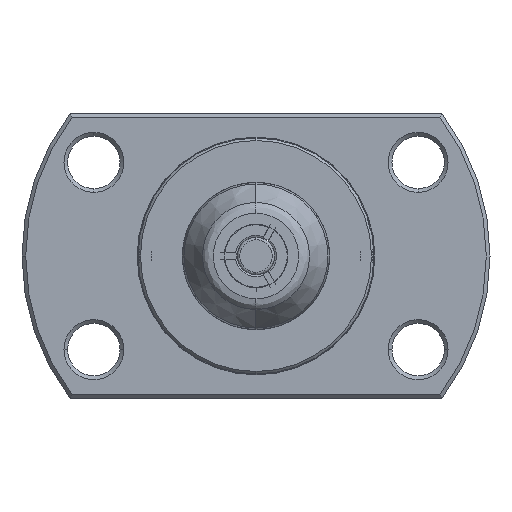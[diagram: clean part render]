
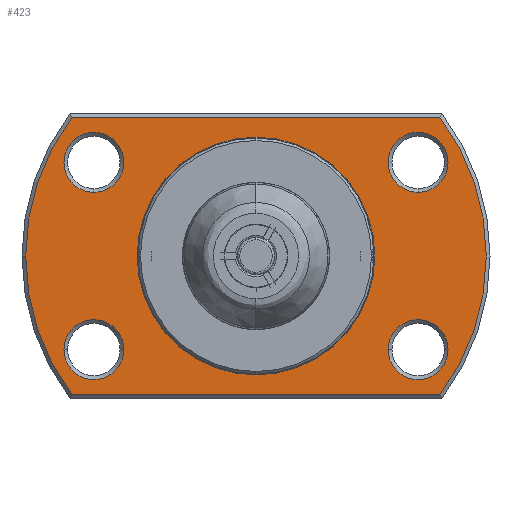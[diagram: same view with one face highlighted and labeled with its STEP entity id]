
A CAD part, left-side view. The second image highlights one B-rep face of the part: STEP entity #423.
In plain terms, the highlighted planar face has unit normal (-1, 0, 0).
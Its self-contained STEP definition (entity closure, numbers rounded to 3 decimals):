
#44 = DIRECTION ( 'NONE',  ( 0., 0., 1. ) ) ;
#47 = DIRECTION ( 'NONE',  ( -1., 0., 0. ) ) ;
#63 = CARTESIAN_POINT ( 'NONE',  ( 24.2, 0., 0. ) ) ;
#92 = ORIENTED_EDGE ( 'NONE', *, *, #6981, .T. ) ;
#220 = CIRCLE ( 'NONE', #5733, 2.4 ) ;
#247 = CARTESIAN_POINT ( 'NONE',  ( 24.2, 14.737, 11.1 ) ) ;
#411 = VERTEX_POINT ( 'NONE', #1033 ) ;
#423 = ADVANCED_FACE ( 'NONE', ( #7316, #7349, #7300, #7373, #7413, #7358 ), #1023, .F. ) ;
#586 = EDGE_CURVE ( 'NONE', #5645, #6912, #7816, .T. ) ;
#632 = DIRECTION ( 'NONE',  ( 0., 0., 1. ) ) ;
#646 = DIRECTION ( 'NONE',  ( -1., 0., 0. ) ) ;
#648 = CARTESIAN_POINT ( 'NONE',  ( 24.2, 0., 0. ) ) ;
#653 = VERTEX_POINT ( 'NONE', #247 ) ;
#656 = CARTESIAN_POINT ( 'NONE',  ( 24.2, 14.737, -11.1 ) ) ;
#716 = VERTEX_POINT ( 'NONE', #4749 ) ;
#843 = ORIENTED_EDGE ( 'NONE', *, *, #3939, .F. ) ;
#914 = LINE ( 'NONE', #7877, #951 ) ;
#918 = DIRECTION ( 'NONE',  ( 0., 0., -1. ) ) ;
#931 = DIRECTION ( 'NONE',  ( 1., 0., 0. ) ) ;
#951 = VECTOR ( 'NONE', #7844, 1000. ) ;
#961 = CIRCLE ( 'NONE', #5387, 2.4 ) ;
#1022 = CARTESIAN_POINT ( 'NONE',  ( 24.2, 0., -9.3 ) ) ;
#1023 = PLANE ( 'NONE',  #6937 ) ;
#1033 = CARTESIAN_POINT ( 'NONE',  ( 24.2, 12.99, 5.1 ) ) ;
#1069 = CARTESIAN_POINT ( 'NONE',  ( 24.2, 9.3, 0. ) ) ;
#1072 = DIRECTION ( 'NONE',  ( 0., 1., 0. ) ) ;
#1073 = DIRECTION ( 'NONE',  ( 1., 0., 0. ) ) ;
#1083 = CARTESIAN_POINT ( 'NONE',  ( 24.2, 0., 0. ) ) ;
#1189 = AXIS2_PLACEMENT_3D ( 'NONE', #5788, #5780, #5772 ) ;
#1377 = CIRCLE ( 'NONE', #4751, 2.4 ) ;
#1391 = DIRECTION ( 'NONE',  ( 0., 1., 0. ) ) ;
#1404 = DIRECTION ( 'NONE',  ( 1., 0., 0. ) ) ;
#1412 = CARTESIAN_POINT ( 'NONE',  ( 24.2, 0., 0. ) ) ;
#1581 = EDGE_CURVE ( 'NONE', #5425, #411, #2616, .T. ) ;
#1693 = CARTESIAN_POINT ( 'NONE',  ( 24.2, -12.99, 5.1 ) ) ;
#1707 = VERTEX_POINT ( 'NONE', #1693 ) ;
#1796 = VERTEX_POINT ( 'NONE', #1022 ) ;
#1806 = EDGE_CURVE ( 'NONE', #7696, #1796, #4201, .T. ) ;
#1831 = DIRECTION ( 'NONE',  ( 0., -1., 0. ) ) ;
#1842 = CARTESIAN_POINT ( 'NONE',  ( 24.2, 9.3, 11.1 ) ) ;
#2209 = EDGE_LOOP ( 'NONE', ( #3926, #7269 ) ) ;
#2255 = EDGE_LOOP ( 'NONE', ( #8713, #4689 ) ) ;
#2275 = EDGE_LOOP ( 'NONE', ( #8776, #2350, #843, #5755, #3824 ) ) ;
#2327 = DIRECTION ( 'NONE',  ( 0., -1., 0. ) ) ;
#2350 = ORIENTED_EDGE ( 'NONE', *, *, #3076, .F. ) ;
#2419 = EDGE_LOOP ( 'NONE', ( #5192, #92 ) ) ;
#2458 = ORIENTED_EDGE ( 'NONE', *, *, #586, .T. ) ;
#2461 = CIRCLE ( 'NONE', #7717, 2.4 ) ;
#2506 = VERTEX_POINT ( 'NONE', #5972 ) ;
#2562 = EDGE_CURVE ( 'NONE', #5643, #5377, #3893, .T. ) ;
#2600 = EDGE_LOOP ( 'NONE', ( #8042, #8491 ) ) ;
#2616 = CIRCLE ( 'NONE', #7360, 2.4 ) ;
#2630 = CARTESIAN_POINT ( 'NONE',  ( 24.2, 15.39, -7.5 ) ) ;
#2674 = DIRECTION ( 'NONE',  ( 0., -1., 0. ) ) ;
#2678 = DIRECTION ( 'NONE',  ( 1., 0., 0. ) ) ;
#2689 = CARTESIAN_POINT ( 'NONE',  ( 24.2, 12.99, -7.5 ) ) ;
#2720 = DIRECTION ( 'NONE',  ( 0., 0., 1. ) ) ;
#2729 = DIRECTION ( 'NONE',  ( 1., 0., 0. ) ) ;
#2743 = CARTESIAN_POINT ( 'NONE',  ( 24.2, 12.99, 7.5 ) ) ;
#2906 = EDGE_CURVE ( 'NONE', #2506, #7820, #2461, .T. ) ;
#2936 = CIRCLE ( 'NONE', #6673, 2.4 ) ;
#2981 = ORIENTED_EDGE ( 'NONE', *, *, #4501, .T. ) ;
#3009 = DIRECTION ( 'NONE',  ( 0., 0., 1. ) ) ;
#3076 = EDGE_CURVE ( 'NONE', #6710, #716, #8350, .T. ) ;
#3084 = CARTESIAN_POINT ( 'NONE',  ( 24.2, -12.99, -7.5 ) ) ;
#3091 = AXIS2_PLACEMENT_3D ( 'NONE', #63, #47, #44 ) ;
#3234 = AXIS2_PLACEMENT_3D ( 'NONE', #648, #646, #632 ) ;
#3261 = EDGE_LOOP ( 'NONE', ( #2458, #2981 ) ) ;
#3280 = CARTESIAN_POINT ( 'NONE',  ( 24.2, 0., 9.3 ) ) ;
#3406 = AXIS2_PLACEMENT_3D ( 'NONE', #1083, #1073, #1072 ) ;
#3407 = DIRECTION ( 'NONE',  ( 1., 0., 0. ) ) ;
#3824 = ORIENTED_EDGE ( 'NONE', *, *, #2562, .F. ) ;
#3893 = CIRCLE ( 'NONE', #1189, 18.45 ) ;
#3906 = AXIS2_PLACEMENT_3D ( 'NONE', #1412, #1404, #1391 ) ;
#3926 = ORIENTED_EDGE ( 'NONE', *, *, #1581, .T. ) ;
#3939 = EDGE_CURVE ( 'NONE', #653, #6710, #7363, .T. ) ;
#4174 = CIRCLE ( 'NONE', #3406, 18.45 ) ;
#4201 = CIRCLE ( 'NONE', #3234, 9.3 ) ;
#4400 = CARTESIAN_POINT ( 'NONE',  ( 24.2, -15.39, -7.5 ) ) ;
#4444 = DIRECTION ( 'NONE',  ( 1., 0., 0. ) ) ;
#4501 = EDGE_CURVE ( 'NONE', #6912, #5645, #8134, .T. ) ;
#4648 = CIRCLE ( 'NONE', #3091, 9.3 ) ;
#4689 = ORIENTED_EDGE ( 'NONE', *, *, #6582, .T. ) ;
#4749 = CARTESIAN_POINT ( 'NONE',  ( 24.2, -14.737, -11.1 ) ) ;
#4751 = AXIS2_PLACEMENT_3D ( 'NONE', #5956, #5947, #5941 ) ;
#5123 = CARTESIAN_POINT ( 'NONE',  ( 24.2, 12.99, 7.5 ) ) ;
#5132 = VECTOR ( 'NONE', #1831, 1000. ) ;
#5192 = ORIENTED_EDGE ( 'NONE', *, *, #6212, .T. ) ;
#5332 = EDGE_CURVE ( 'NONE', #411, #5425, #2936, .T. ) ;
#5377 = VERTEX_POINT ( 'NONE', #7867 ) ;
#5387 = AXIS2_PLACEMENT_3D ( 'NONE', #7568, #7558, #7546 ) ;
#5425 = VERTEX_POINT ( 'NONE', #7168 ) ;
#5643 = VERTEX_POINT ( 'NONE', #656 ) ;
#5645 = VERTEX_POINT ( 'NONE', #4400 ) ;
#5733 = AXIS2_PLACEMENT_3D ( 'NONE', #9081, #9070, #9063 ) ;
#5755 = ORIENTED_EDGE ( 'NONE', *, *, #8059, .F. ) ;
#5772 = DIRECTION ( 'NONE',  ( 0., 1., 0. ) ) ;
#5780 = DIRECTION ( 'NONE',  ( 1., 0., 0. ) ) ;
#5788 = CARTESIAN_POINT ( 'NONE',  ( 24.2, 0., 0. ) ) ;
#5821 = CARTESIAN_POINT ( 'NONE',  ( 24.2, -12.99, 9.9 ) ) ;
#5941 = DIRECTION ( 'NONE',  ( 0., 0., 1. ) ) ;
#5947 = DIRECTION ( 'NONE',  ( 1., 0., 0. ) ) ;
#5956 = CARTESIAN_POINT ( 'NONE',  ( 24.2, -12.99, 7.5 ) ) ;
#5972 = CARTESIAN_POINT ( 'NONE',  ( 24.2, 10.59, -7.5 ) ) ;
#6212 = EDGE_CURVE ( 'NONE', #7046, #1707, #220, .T. ) ;
#6406 = CARTESIAN_POINT ( 'NONE',  ( 24.2, -10.59, -7.5 ) ) ;
#6422 = AXIS2_PLACEMENT_3D ( 'NONE', #6564, #3407, #8187 ) ;
#6546 = EDGE_CURVE ( 'NONE', #716, #5643, #914, .T. ) ;
#6564 = CARTESIAN_POINT ( 'NONE',  ( 24.2, -12.99, -7.5 ) ) ;
#6582 = EDGE_CURVE ( 'NONE', #7820, #2506, #961, .T. ) ;
#6673 = AXIS2_PLACEMENT_3D ( 'NONE', #5123, #4444, #3009 ) ;
#6710 = VERTEX_POINT ( 'NONE', #7174 ) ;
#6912 = VERTEX_POINT ( 'NONE', #6406 ) ;
#6937 = AXIS2_PLACEMENT_3D ( 'NONE', #1069, #931, #918 ) ;
#6981 = EDGE_CURVE ( 'NONE', #1707, #7046, #1377, .T. ) ;
#7046 = VERTEX_POINT ( 'NONE', #5821 ) ;
#7168 = CARTESIAN_POINT ( 'NONE',  ( 24.2, 12.99, 9.9 ) ) ;
#7174 = CARTESIAN_POINT ( 'NONE',  ( 24.2, -14.737, 11.1 ) ) ;
#7236 = DIRECTION ( 'NONE',  ( 1., 0., 0. ) ) ;
#7269 = ORIENTED_EDGE ( 'NONE', *, *, #5332, .T. ) ;
#7300 = FACE_BOUND ( 'NONE', #2255, .T. ) ;
#7316 = FACE_OUTER_BOUND ( 'NONE', #2275, .T. ) ;
#7349 = FACE_BOUND ( 'NONE', #2600, .T. ) ;
#7358 = FACE_BOUND ( 'NONE', #2419, .T. ) ;
#7360 = AXIS2_PLACEMENT_3D ( 'NONE', #2743, #2729, #2720 ) ;
#7363 = LINE ( 'NONE', #1842, #5132 ) ;
#7373 = FACE_BOUND ( 'NONE', #2209, .T. ) ;
#7413 = FACE_BOUND ( 'NONE', #3261, .T. ) ;
#7546 = DIRECTION ( 'NONE',  ( 0., -1., 0. ) ) ;
#7558 = DIRECTION ( 'NONE',  ( 1., 0., 0. ) ) ;
#7568 = CARTESIAN_POINT ( 'NONE',  ( 24.2, 12.99, -7.5 ) ) ;
#7680 = AXIS2_PLACEMENT_3D ( 'NONE', #3084, #7236, #2327 ) ;
#7696 = VERTEX_POINT ( 'NONE', #3280 ) ;
#7717 = AXIS2_PLACEMENT_3D ( 'NONE', #2689, #2678, #2674 ) ;
#7816 = CIRCLE ( 'NONE', #6422, 2.4 ) ;
#7820 = VERTEX_POINT ( 'NONE', #2630 ) ;
#7844 = DIRECTION ( 'NONE',  ( 0., 1., 0. ) ) ;
#7867 = CARTESIAN_POINT ( 'NONE',  ( 24.2, 18.45, 0. ) ) ;
#7877 = CARTESIAN_POINT ( 'NONE',  ( 24.2, 9.3, -11.1 ) ) ;
#8042 = ORIENTED_EDGE ( 'NONE', *, *, #1806, .F. ) ;
#8059 = EDGE_CURVE ( 'NONE', #5377, #653, #4174, .T. ) ;
#8134 = CIRCLE ( 'NONE', #7680, 2.4 ) ;
#8187 = DIRECTION ( 'NONE',  ( 0., -1., 0. ) ) ;
#8261 = EDGE_CURVE ( 'NONE', #1796, #7696, #4648, .T. ) ;
#8350 = CIRCLE ( 'NONE', #3906, 18.45 ) ;
#8491 = ORIENTED_EDGE ( 'NONE', *, *, #8261, .F. ) ;
#8713 = ORIENTED_EDGE ( 'NONE', *, *, #2906, .T. ) ;
#8776 = ORIENTED_EDGE ( 'NONE', *, *, #6546, .F. ) ;
#9063 = DIRECTION ( 'NONE',  ( 0., 0., 1. ) ) ;
#9070 = DIRECTION ( 'NONE',  ( 1., 0., 0. ) ) ;
#9081 = CARTESIAN_POINT ( 'NONE',  ( 24.2, -12.99, 7.5 ) ) ;
